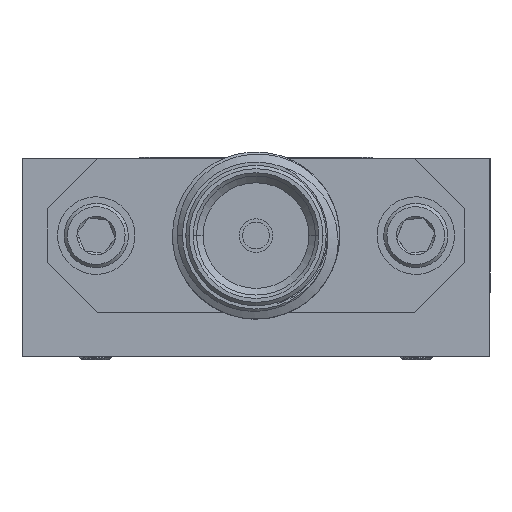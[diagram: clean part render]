
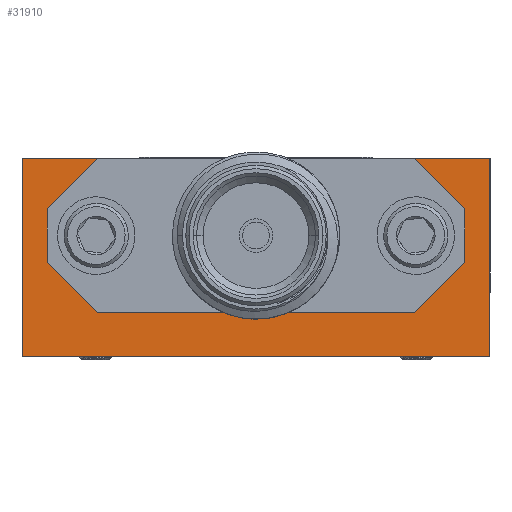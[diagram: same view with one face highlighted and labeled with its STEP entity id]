
A CAD part, left-side view. The second image highlights one B-rep face of the part: STEP entity #31910.
In plain terms, the highlighted planar face has unit normal (-1, 0, 0).
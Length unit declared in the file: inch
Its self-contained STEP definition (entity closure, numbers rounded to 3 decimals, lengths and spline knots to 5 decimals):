
#140 = VERTEX_POINT ( 'NONE', #16792 ) ;
#210 = EDGE_CURVE ( 'NONE', #19774, #8460, #22254, .T. ) ;
#918 = CIRCLE ( 'NONE', #29171, 0.0325 ) ;
#930 = CARTESIAN_POINT ( 'NONE',  ( -0.32, -0.23995, -0.084 ) ) ;
#1207 = DIRECTION ( 'NONE',  ( -1., 0., 0. ) ) ;
#1526 = VERTEX_POINT ( 'NONE', #22542 ) ;
#1653 = FACE_OUTER_BOUND ( 'NONE', #25801, .T. ) ;
#1804 = CARTESIAN_POINT ( 'NONE',  ( -0.32, -0.35, -0.2965 ) ) ;
#1985 = DIRECTION ( 'NONE',  ( 0., 0., 1. ) ) ;
#2092 = ORIENTED_EDGE ( 'NONE', *, *, #29588, .F. ) ;
#2564 = ORIENTED_EDGE ( 'NONE', *, *, #5809, .T. ) ;
#3083 = CARTESIAN_POINT ( 'NONE',  ( -0.32, -0.35, 0. ) ) ;
#3230 = ORIENTED_EDGE ( 'NONE', *, *, #18236, .F. ) ;
#3276 = ORIENTED_EDGE ( 'NONE', *, *, #22617, .F. ) ;
#3329 = CARTESIAN_POINT ( 'NONE',  ( -0.32, -0.35, -0.2965 ) ) ;
#3872 = VERTEX_POINT ( 'NONE', #34206 ) ;
#4380 = DIRECTION ( 'NONE',  ( 0., 0., 1. ) ) ;
#4477 = EDGE_CURVE ( 'NONE', #1526, #21268, #918, .T. ) ;
#4624 = CARTESIAN_POINT ( 'NONE',  ( -0.32, -0.23995, -0.1165 ) ) ;
#4919 = LINE ( 'NONE', #23065, #16332 ) ;
#5809 = EDGE_CURVE ( 'NONE', #8460, #11454, #16445, .T. ) ;
#6179 = VECTOR ( 'NONE', #18260, 39.37008 ) ;
#7170 = EDGE_CURVE ( 'NONE', #3872, #13307, #4919, .T. ) ;
#8122 = CIRCLE ( 'NONE', #20138, 0.0325 ) ;
#8460 = VERTEX_POINT ( 'NONE', #1804 ) ;
#8835 = CARTESIAN_POINT ( 'NONE',  ( -0.32, 0.35, -0.2965 ) ) ;
#9348 = LINE ( 'NONE', #3083, #36390 ) ;
#9375 = VERTEX_POINT ( 'NONE', #30174 ) ;
#9740 = VERTEX_POINT ( 'NONE', #23024 ) ;
#10002 = DIRECTION ( 'NONE',  ( 0., 0., 1. ) ) ;
#10780 = ORIENTED_EDGE ( 'NONE', *, *, #210, .T. ) ;
#11156 = DIRECTION ( 'NONE',  ( -1., 0., 0. ) ) ;
#11454 = VERTEX_POINT ( 'NONE', #24602 ) ;
#11895 = ORIENTED_EDGE ( 'NONE', *, *, #39061, .F. ) ;
#12108 = VERTEX_POINT ( 'NONE', #13490 ) ;
#13297 = ORIENTED_EDGE ( 'NONE', *, *, #26562, .F. ) ;
#13307 = VERTEX_POINT ( 'NONE', #14811 ) ;
#13490 = CARTESIAN_POINT ( 'NONE',  ( -0.32, 0.239, -0.1475 ) ) ;
#14811 = CARTESIAN_POINT ( 'NONE',  ( -0.32, -0.18, 0. ) ) ;
#15460 = AXIS2_PLACEMENT_3D ( 'NONE', #4624, #11156, #25881 ) ;
#15734 = VECTOR ( 'NONE', #36819, 39.37008 ) ;
#16332 = VECTOR ( 'NONE', #17107, 39.37008 ) ;
#16445 = LINE ( 'NONE', #3329, #20734 ) ;
#16585 = AXIS2_PLACEMENT_3D ( 'NONE', #17088, #26359, #38250 ) ;
#16792 = CARTESIAN_POINT ( 'NONE',  ( -0.32, 0.35, 0. ) ) ;
#17088 = CARTESIAN_POINT ( 'NONE',  ( -0.32, -0.35, -0.2965 ) ) ;
#17107 = DIRECTION ( 'NONE',  ( 0., 0., 1. ) ) ;
#17199 = DIRECTION ( 'NONE',  ( 0., -1., 0. ) ) ;
#18118 = VERTEX_POINT ( 'NONE', #30393 ) ;
#18236 = EDGE_CURVE ( 'NONE', #12108, #9740, #26811, .T. ) ;
#18248 = LINE ( 'NONE', #26872, #23896 ) ;
#18260 = DIRECTION ( 'NONE',  ( 0., 0., 1. ) ) ;
#18488 = AXIS2_PLACEMENT_3D ( 'NONE', #31172, #1207, #10002 ) ;
#19746 = FACE_BOUND ( 'NONE', #25256, .T. ) ;
#19774 = VERTEX_POINT ( 'NONE', #33422 ) ;
#19872 = EDGE_LOOP ( 'NONE', ( #3276, #23142 ) ) ;
#20138 = AXIS2_PLACEMENT_3D ( 'NONE', #34987, #34864, #4380 ) ;
#20734 = VECTOR ( 'NONE', #28002, 39.37008 ) ;
#21268 = VERTEX_POINT ( 'NONE', #930 ) ;
#21958 = CIRCLE ( 'NONE', #15460, 0.0325 ) ;
#22254 = LINE ( 'NONE', #38621, #29794 ) ;
#22339 = LINE ( 'NONE', #8835, #6179 ) ;
#22542 = CARTESIAN_POINT ( 'NONE',  ( -0.32, -0.23995, -0.149 ) ) ;
#22617 = EDGE_CURVE ( 'NONE', #21268, #1526, #21958, .T. ) ;
#23024 = CARTESIAN_POINT ( 'NONE',  ( -0.32, 0.239, -0.0825 ) ) ;
#23037 = EDGE_CURVE ( 'NONE', #9375, #18118, #35153, .T. ) ;
#23065 = CARTESIAN_POINT ( 'NONE',  ( -0.32, -0.18, -0.92274 ) ) ;
#23142 = ORIENTED_EDGE ( 'NONE', *, *, #4477, .F. ) ;
#23896 = VECTOR ( 'NONE', #27126, 39.37008 ) ;
#24580 = ORIENTED_EDGE ( 'NONE', *, *, #23037, .T. ) ;
#24602 = CARTESIAN_POINT ( 'NONE',  ( -0.32, -0.35, 0. ) ) ;
#25256 = EDGE_LOOP ( 'NONE', ( #26472, #3230 ) ) ;
#25534 = CARTESIAN_POINT ( 'NONE',  ( -0.32, 0.18495, -0.186 ) ) ;
#25801 = EDGE_LOOP ( 'NONE', ( #24580, #13297, #2092, #10780, #2564, #11895, #30562, #38782 ) ) ;
#25881 = DIRECTION ( 'NONE',  ( 0., 0., 1. ) ) ;
#26359 = DIRECTION ( 'NONE',  ( -1., 0., 0. ) ) ;
#26472 = ORIENTED_EDGE ( 'NONE', *, *, #37894, .F. ) ;
#26562 = EDGE_CURVE ( 'NONE', #140, #18118, #18248, .T. ) ;
#26811 = CIRCLE ( 'NONE', #18488, 0.0325 ) ;
#26872 = CARTESIAN_POINT ( 'NONE',  ( -0.32, -0.35, 0. ) ) ;
#27126 = DIRECTION ( 'NONE',  ( 0., -1., 0. ) ) ;
#27385 = VECTOR ( 'NONE', #28323, 39.37008 ) ;
#27390 = DIRECTION ( 'NONE',  ( 0., -1., 0. ) ) ;
#28002 = DIRECTION ( 'NONE',  ( 0., 0., 1. ) ) ;
#28323 = DIRECTION ( 'NONE',  ( 0., 1., 0. ) ) ;
#29171 = AXIS2_PLACEMENT_3D ( 'NONE', #38832, #38707, #1985 ) ;
#29588 = EDGE_CURVE ( 'NONE', #19774, #140, #22339, .T. ) ;
#29794 = VECTOR ( 'NONE', #17199, 39.37008 ) ;
#30174 = CARTESIAN_POINT ( 'NONE',  ( -0.32, 0.18495, -0.186 ) ) ;
#30393 = CARTESIAN_POINT ( 'NONE',  ( -0.32, 0.18495, 0. ) ) ;
#30562 = ORIENTED_EDGE ( 'NONE', *, *, #7170, .F. ) ;
#30844 = CARTESIAN_POINT ( 'NONE',  ( -0.32, 0.18495, -0.92274 ) ) ;
#31172 = CARTESIAN_POINT ( 'NONE',  ( -0.32, 0.239, -0.115 ) ) ;
#31910 = ADVANCED_FACE ( 'NONE', ( #1653, #37292, #19746 ), #38765, .T. ) ;
#33422 = CARTESIAN_POINT ( 'NONE',  ( -0.32, 0.35, -0.2965 ) ) ;
#34206 = CARTESIAN_POINT ( 'NONE',  ( -0.32, -0.18, -0.186 ) ) ;
#34864 = DIRECTION ( 'NONE',  ( -1., 0., 0. ) ) ;
#34987 = CARTESIAN_POINT ( 'NONE',  ( -0.32, 0.239, -0.115 ) ) ;
#35153 = LINE ( 'NONE', #30844, #15734 ) ;
#35250 = EDGE_CURVE ( 'NONE', #3872, #9375, #36856, .T. ) ;
#36390 = VECTOR ( 'NONE', #27390, 39.37008 ) ;
#36819 = DIRECTION ( 'NONE',  ( 0., 0., 1. ) ) ;
#36856 = LINE ( 'NONE', #25534, #27385 ) ;
#37292 = FACE_BOUND ( 'NONE', #19872, .T. ) ;
#37894 = EDGE_CURVE ( 'NONE', #9740, #12108, #8122, .T. ) ;
#38250 = DIRECTION ( 'NONE',  ( 0., 0., 1. ) ) ;
#38621 = CARTESIAN_POINT ( 'NONE',  ( -0.32, -0.35, -0.2965 ) ) ;
#38707 = DIRECTION ( 'NONE',  ( -1., 0., 0. ) ) ;
#38765 = PLANE ( 'NONE',  #16585 ) ;
#38782 = ORIENTED_EDGE ( 'NONE', *, *, #35250, .T. ) ;
#38832 = CARTESIAN_POINT ( 'NONE',  ( -0.32, -0.23995, -0.1165 ) ) ;
#39061 = EDGE_CURVE ( 'NONE', #13307, #11454, #9348, .T. ) ;
